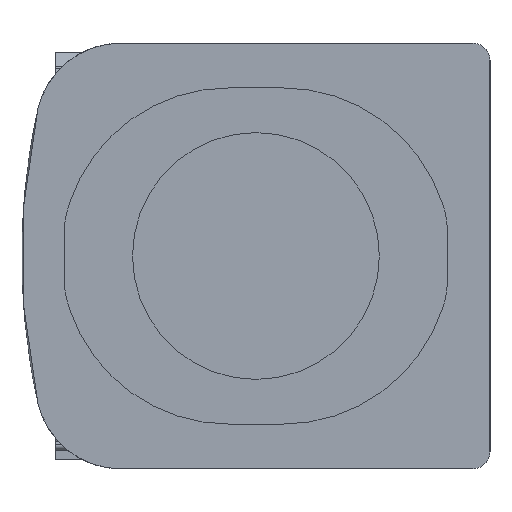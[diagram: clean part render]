
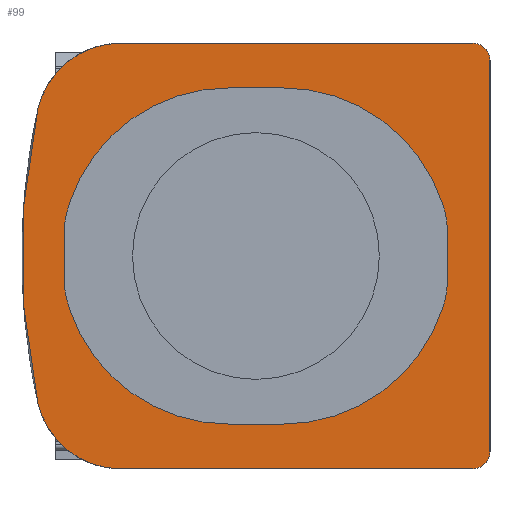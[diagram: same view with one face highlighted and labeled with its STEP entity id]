
A CAD part, left-side view. The second image highlights one B-rep face of the part: STEP entity #99.
In plain terms, the highlighted planar face has unit normal (-1, 0, 0).
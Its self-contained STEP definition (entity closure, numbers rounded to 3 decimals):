
#99=ADVANCED_FACE('',(#298,#299),#300,.F.);
#298=FACE_OUTER_BOUND('',#647,.T.);
#299=FACE_BOUND('',#648,.T.);
#300=PLANE('',#649);
#647=EDGE_LOOP('',(#1250,#1251,#1252,#1253,#1254,#1255,#1256,#1257));
#648=EDGE_LOOP('',(#1258,#1259,#1260,#1261,#1262,#1263,#1264,#1265,#1266,#1267,#1268,#1269));
#649=AXIS2_PLACEMENT_3D('',#1270,#1271,#1272);
#1250=ORIENTED_EDGE('',*,*,#2682,.F.);
#1251=ORIENTED_EDGE('',*,*,#2681,.F.);
#1252=ORIENTED_EDGE('',*,*,#2683,.F.);
#1253=ORIENTED_EDGE('',*,*,#2684,.F.);
#1254=ORIENTED_EDGE('',*,*,#2676,.F.);
#1255=ORIENTED_EDGE('',*,*,#2685,.F.);
#1256=ORIENTED_EDGE('',*,*,#2686,.F.);
#1257=ORIENTED_EDGE('',*,*,#2687,.F.);
#1258=ORIENTED_EDGE('',*,*,#2688,.T.);
#1259=ORIENTED_EDGE('',*,*,#2516,.T.);
#1260=ORIENTED_EDGE('',*,*,#2689,.T.);
#1261=ORIENTED_EDGE('',*,*,#2690,.T.);
#1262=ORIENTED_EDGE('',*,*,#2691,.T.);
#1263=ORIENTED_EDGE('',*,*,#2692,.T.);
#1264=ORIENTED_EDGE('',*,*,#2693,.T.);
#1265=ORIENTED_EDGE('',*,*,#2694,.T.);
#1266=ORIENTED_EDGE('',*,*,#2695,.T.);
#1267=ORIENTED_EDGE('',*,*,#2696,.T.);
#1268=ORIENTED_EDGE('',*,*,#2697,.T.);
#1269=ORIENTED_EDGE('',*,*,#2698,.T.);
#1270=CARTESIAN_POINT('',(1.0,1.587,1.5));
#1271=DIRECTION('',(1.0,0.0,0.0));
#1272=DIRECTION('',(0.0,1.0,-0.0));
#2516=EDGE_CURVE('',#3063,#3061,#3064,.T.);
#2676=EDGE_CURVE('',#3365,#3366,#3367,.T.);
#2681=EDGE_CURVE('',#3372,#3370,#3374,.T.);
#2682=EDGE_CURVE('',#3370,#3375,#3376,.T.);
#2683=EDGE_CURVE('',#3377,#3372,#3378,.T.);
#2684=EDGE_CURVE('',#3366,#3377,#3379,.T.);
#2685=EDGE_CURVE('',#3380,#3365,#3381,.T.);
#2686=EDGE_CURVE('',#3382,#3380,#3383,.T.);
#2687=EDGE_CURVE('',#3375,#3382,#3384,.T.);
#2688=EDGE_CURVE('',#3385,#3063,#3386,.T.);
#2689=EDGE_CURVE('',#3061,#3387,#3388,.T.);
#2690=EDGE_CURVE('',#3387,#3389,#3390,.T.);
#2691=EDGE_CURVE('',#3389,#3391,#3392,.T.);
#2692=EDGE_CURVE('',#3391,#3393,#3394,.T.);
#2693=EDGE_CURVE('',#3393,#3395,#3396,.T.);
#2694=EDGE_CURVE('',#3395,#3397,#3398,.T.);
#2695=EDGE_CURVE('',#3397,#3399,#3400,.T.);
#2696=EDGE_CURVE('',#3399,#3401,#3402,.T.);
#2697=EDGE_CURVE('',#3401,#3403,#3404,.T.);
#2698=EDGE_CURVE('',#3403,#3385,#3405,.T.);
#3061=VERTEX_POINT('',#3923);
#3063=VERTEX_POINT('',#3926);
#3064=CIRCLE('',#3927,1.975);
#3365=VERTEX_POINT('',#4383);
#3366=VERTEX_POINT('',#4384);
#3367=CIRCLE('',#4385,0.2);
#3370=VERTEX_POINT('',#4390);
#3372=VERTEX_POINT('',#4393);
#3374=CIRCLE('',#4396,8.);
#3375=VERTEX_POINT('',#4397);
#3376=CIRCLE('',#4398,1.);
#3377=VERTEX_POINT('',#4399);
#3378=CIRCLE('',#4400,1.);
#3379=LINE('',#4401,#4402);
#3380=VERTEX_POINT('',#4403);
#3381=LINE('',#4404,#4405);
#3382=VERTEX_POINT('',#4406);
#3383=CIRCLE('',#4407,0.2);
#3384=LINE('',#4408,#4409);
#3385=VERTEX_POINT('',#4410);
#3386=CIRCLE('',#4411,1.);
#3387=VERTEX_POINT('',#4412);
#3388=LINE('',#4413,#4414);
#3389=VERTEX_POINT('',#4415);
#3390=CIRCLE('',#4416,1.975);
#3391=VERTEX_POINT('',#4417);
#3392=CIRCLE('',#4418,1.0);
#3393=VERTEX_POINT('',#4419);
#3394=LINE('',#4420,#4421);
#3395=VERTEX_POINT('',#4422);
#3396=CIRCLE('',#4423,1.);
#3397=VERTEX_POINT('',#4424);
#3398=CIRCLE('',#4425,1.975);
#3399=VERTEX_POINT('',#4426);
#3400=LINE('',#4427,#4428);
#3401=VERTEX_POINT('',#4429);
#3402=CIRCLE('',#4430,1.975);
#3403=VERTEX_POINT('',#4431);
#3404=CIRCLE('',#4432,1.);
#3405=LINE('',#4433,#4434);
#3923=CARTESIAN_POINT('',(1.0,0.315,1.975));
#3926=CARTESIAN_POINT('',(1.0,2.188,0.628));
#3927=AXIS2_PLACEMENT_3D('',#5178,#5179,#5180);
#4383=CARTESIAN_POINT('',(1.0,-2.75,-2.3));
#4384=CARTESIAN_POINT('',(1.0,-2.55,-2.5));
#4385=AXIS2_PLACEMENT_3D('',#5428,#5429,#5430);
#4390=CARTESIAN_POINT('',(1.0,2.564,1.714));
#4393=CARTESIAN_POINT('',(1.0,2.564,-1.714));
#4396=AXIS2_PLACEMENT_3D('',#5435,#5436,#5437);
#4397=CARTESIAN_POINT('',(1.0,1.587,2.5));
#4398=AXIS2_PLACEMENT_3D('',#5438,#5439,#5440);
#4399=CARTESIAN_POINT('',(1.0,1.587,-2.5));
#4400=AXIS2_PLACEMENT_3D('',#5441,#5442,#5443);
#4401=CARTESIAN_POINT('',(1.0,-2.55,-2.5));
#4402=VECTOR('',#5444,1000.0);
#4403=CARTESIAN_POINT('',(1.0,-2.75,2.3));
#4404=CARTESIAN_POINT('',(1.0,-2.75,2.3));
#4405=VECTOR('',#5445,1000.0);
#4406=CARTESIAN_POINT('',(1.0,-2.55,2.5));
#4407=AXIS2_PLACEMENT_3D('',#5446,#5447,#5448);
#4408=CARTESIAN_POINT('',(1.0,1.587,2.5));
#4409=VECTOR('',#5449,1000.0);
#4410=CARTESIAN_POINT('',(1.0,2.25,0.28));
#4411=AXIS2_PLACEMENT_3D('',#5450,#5451,#5452);
#4412=CARTESIAN_POINT('',(1.0,-0.315,1.975));
#4413=CARTESIAN_POINT('',(1.0,0.315,1.975));
#4414=VECTOR('',#5453,1000.0);
#4415=CARTESIAN_POINT('',(1.0,-2.188,0.628));
#4416=AXIS2_PLACEMENT_3D('',#5454,#5455,#5456);
#4417=CARTESIAN_POINT('',(1.0,-2.25,0.28));
#4418=AXIS2_PLACEMENT_3D('',#5457,#5458,#5459);
#4419=CARTESIAN_POINT('',(1.0,-2.25,-0.28));
#4420=CARTESIAN_POINT('',(1.0,-2.25,0.28));
#4421=VECTOR('',#5460,1000.0);
#4422=CARTESIAN_POINT('',(1.0,-2.188,-0.628));
#4423=AXIS2_PLACEMENT_3D('',#5461,#5462,#5463);
#4424=CARTESIAN_POINT('',(1.0,-0.315,-1.975));
#4425=AXIS2_PLACEMENT_3D('',#5464,#5465,#5466);
#4426=CARTESIAN_POINT('',(1.0,0.315,-1.975));
#4427=CARTESIAN_POINT('',(1.0,-0.315,-1.975));
#4428=VECTOR('',#5467,1000.0);
#4429=CARTESIAN_POINT('',(1.0,2.188,-0.628));
#4430=AXIS2_PLACEMENT_3D('',#5468,#5469,#5470);
#4431=CARTESIAN_POINT('',(1.0,2.25,-0.28));
#4432=AXIS2_PLACEMENT_3D('',#5471,#5472,#5473);
#4433=CARTESIAN_POINT('',(1.0,2.25,-0.28));
#4434=VECTOR('',#5474,1000.0);
#5178=CARTESIAN_POINT('',(1.0,0.315,0.0));
#5179=DIRECTION('',(1.0,0.0,0.0));
#5180=DIRECTION('',(0.0,0.0,-1.0));
#5428=CARTESIAN_POINT('',(1.0,-2.55,-2.3));
#5429=DIRECTION('',(1.0,0.0,0.0));
#5430=DIRECTION('',(0.0,0.0,-1.0));
#5435=CARTESIAN_POINT('',(1.0,-5.25,0.));
#5436=DIRECTION('',(1.0,0.0,0.0));
#5437=DIRECTION('',(0.0,0.0,-1.0));
#5438=CARTESIAN_POINT('',(1.0,1.587,1.5));
#5439=DIRECTION('',(1.0,0.0,0.0));
#5440=DIRECTION('',(0.0,0.0,-1.0));
#5441=CARTESIAN_POINT('',(1.0,1.587,-1.5));
#5442=DIRECTION('',(1.0,0.0,0.0));
#5443=DIRECTION('',(0.0,0.0,-1.0));
#5444=DIRECTION('',(0.0,1.0,0.0));
#5445=DIRECTION('',(0.0,0.0,-1.0));
#5446=CARTESIAN_POINT('',(1.0,-2.55,2.3));
#5447=DIRECTION('',(1.0,0.0,0.0));
#5448=DIRECTION('',(0.0,0.0,-1.0));
#5449=DIRECTION('',(0.0,-1.0,0.0));
#5450=CARTESIAN_POINT('',(1.0,1.25,0.28));
#5451=DIRECTION('',(1.0,0.0,0.0));
#5452=DIRECTION('',(0.0,0.0,-1.0));
#5453=DIRECTION('',(0.0,-1.0,0.0));
#5454=CARTESIAN_POINT('',(1.0,-0.315,0.));
#5455=DIRECTION('',(1.0,0.0,0.0));
#5456=DIRECTION('',(0.0,0.0,-1.0));
#5457=CARTESIAN_POINT('',(1.0,-1.25,0.28));
#5458=DIRECTION('',(1.0,0.0,0.0));
#5459=DIRECTION('',(0.0,0.0,-1.0));
#5460=DIRECTION('',(0.0,0.0,-1.0));
#5461=CARTESIAN_POINT('',(1.0,-1.25,-0.28));
#5462=DIRECTION('',(1.0,0.0,0.0));
#5463=DIRECTION('',(0.0,0.0,-1.0));
#5464=CARTESIAN_POINT('',(1.0,-0.315,0.));
#5465=DIRECTION('',(1.0,0.0,0.0));
#5466=DIRECTION('',(0.0,0.0,-1.0));
#5467=DIRECTION('',(0.0,1.0,0.0));
#5468=CARTESIAN_POINT('',(1.0,0.315,0.0));
#5469=DIRECTION('',(1.0,0.0,0.0));
#5470=DIRECTION('',(0.0,0.0,-1.0));
#5471=CARTESIAN_POINT('',(1.0,1.25,-0.28));
#5472=DIRECTION('',(1.0,0.0,0.0));
#5473=DIRECTION('',(0.0,0.0,-1.0));
#5474=DIRECTION('',(0.0,0.0,1.0));
